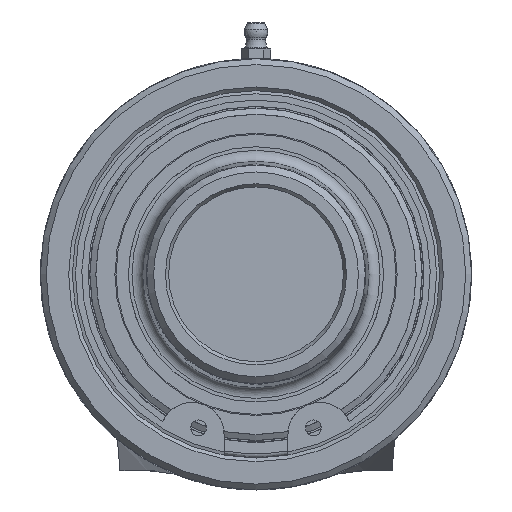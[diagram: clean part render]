
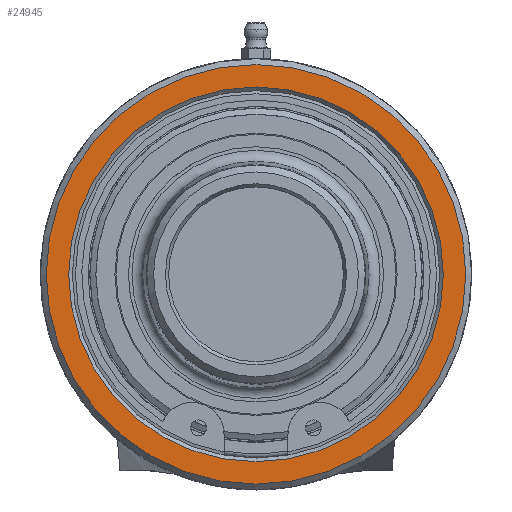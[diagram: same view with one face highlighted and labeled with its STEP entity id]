
A CAD part, left-side view. The second image highlights one B-rep face of the part: STEP entity #24945.
In plain terms, the highlighted planar face has unit normal (-1, 0, 0).
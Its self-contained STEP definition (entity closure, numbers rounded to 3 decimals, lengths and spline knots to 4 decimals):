
#266=FACE_BOUND('',#4257,.T.);
#1394=PLANE('',#26323);
#2711=FACE_OUTER_BOUND('',#4256,.T.);
#4256=EDGE_LOOP('',(#22522));
#4257=EDGE_LOOP('',(#22523));
#6506=CIRCLE('',#26320,2.0094);
#6509=CIRCLE('',#26324,2.25);
#11790=VERTEX_POINT('',#58045);
#11793=VERTEX_POINT('',#58053);
#15392=EDGE_CURVE('',#11790,#11790,#6506,.T.);
#15396=EDGE_CURVE('',#11793,#11793,#6509,.T.);
#22522=ORIENTED_EDGE('',*,*,#15396,.F.);
#22523=ORIENTED_EDGE('',*,*,#15392,.F.);
#24945=ADVANCED_FACE('',(#2711,#266),#1394,.F.);
#26320=AXIS2_PLACEMENT_3D('',#58046,#30366,#30367);
#26323=AXIS2_PLACEMENT_3D('',#58052,#30373,#30374);
#26324=AXIS2_PLACEMENT_3D('',#58054,#30375,#30376);
#30366=DIRECTION('center_axis',(-1.,0.,0.));
#30367=DIRECTION('ref_axis',(0.,0.,
1.));
#30373=DIRECTION('center_axis',(1.,0.,0.));
#30374=DIRECTION('ref_axis',(0.,0.,
1.));
#30375=DIRECTION('center_axis',(1.,0.,0.));
#30376=DIRECTION('ref_axis',(0.,0.,
1.));
#58045=CARTESIAN_POINT('',(2.9154,0.,-2.0094));
#58046=CARTESIAN_POINT('Origin',(2.9154,0.,
0.));
#58052=CARTESIAN_POINT('Origin',(2.9154,0.,
-1.314));
#58053=CARTESIAN_POINT('',(2.9154,0.,-2.25));
#58054=CARTESIAN_POINT('Origin',(2.9154,0.,
0.));
